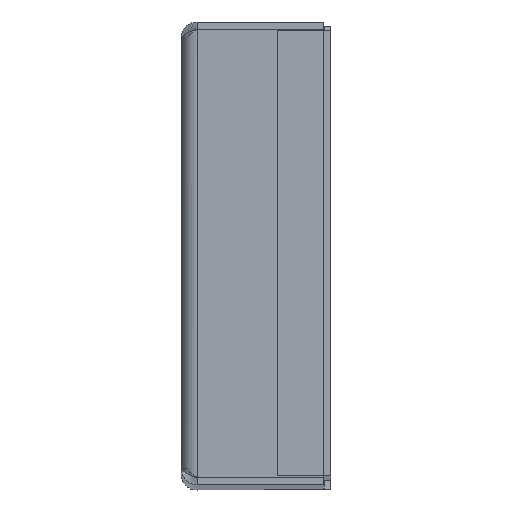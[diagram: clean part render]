
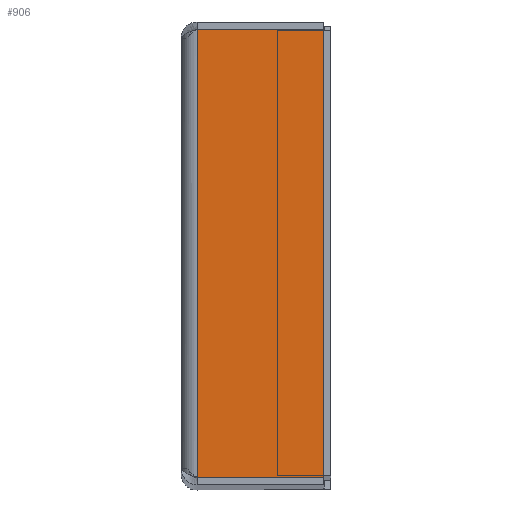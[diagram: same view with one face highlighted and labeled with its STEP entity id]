
A CAD part, top view. The second image highlights one B-rep face of the part: STEP entity #906.
In plain terms, the highlighted planar face has unit normal (0, 0, 1).
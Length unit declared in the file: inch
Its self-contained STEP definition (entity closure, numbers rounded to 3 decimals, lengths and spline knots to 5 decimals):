
#93=FACE_OUTER_BOUND('',#140,.T.);
#140=EDGE_LOOP('',(#673,#674,#675,#676));
#233=LINE('',#1392,#319);
#235=LINE('',#1411,#321);
#241=LINE('',#1474,#327);
#243=LINE('',#1477,#329);
#319=VECTOR('',#1125,1.98147);
#321=VECTOR('',#1129,0.55906);
#327=VECTOR('',#1137,0.55906);
#329=VECTOR('',#1141,1.98147);
#409=VERTEX_POINT('',#1390);
#410=VERTEX_POINT('',#1391);
#412=VERTEX_POINT('',#1410);
#414=VERTEX_POINT('',#1473);
#498=EDGE_CURVE('',#409,#410,#233,.T.);
#502=EDGE_CURVE('',#412,#410,#235,.T.);
#510=EDGE_CURVE('',#409,#414,#241,.T.);
#512=EDGE_CURVE('',#414,#412,#243,.T.);
#673=ORIENTED_EDGE('',*,*,#498,.T.);
#674=ORIENTED_EDGE('',*,*,#502,.F.);
#675=ORIENTED_EDGE('',*,*,#512,.F.);
#676=ORIENTED_EDGE('',*,*,#510,.F.);
#808=PLANE('',#971);
#906=ADVANCED_FACE('',(#93),#808,.T.);
#971=AXIS2_PLACEMENT_3D('',#1479,#1143,#1144);
#1125=DIRECTION('',(0.,-1.,0.));
#1129=DIRECTION('',(-1.,0.,0.));
#1137=DIRECTION('',(1.,0.,0.));
#1141=DIRECTION('',(0.,-1.,0.));
#1143=DIRECTION('center_axis',(0.,0.,
1.));
#1144=DIRECTION('ref_axis',(0.,-1.,0.));
#1390=CARTESIAN_POINT('',(-0.42612,1.02547,5.50394));
#1391=CARTESIAN_POINT('',(-0.42612,-0.956,5.50394));
#1392=CARTESIAN_POINT('',(-0.42612,0.03474,5.50394));
#1410=CARTESIAN_POINT('',(0.13293,-0.956,5.50394));
#1411=CARTESIAN_POINT('',(-0.42612,-0.956,5.50394));
#1473=CARTESIAN_POINT('',(0.13293,1.02547,5.50394));
#1474=CARTESIAN_POINT('',(-0.42612,1.02547,5.50394));
#1477=CARTESIAN_POINT('',(0.13293,1.02547,5.50394));
#1479=CARTESIAN_POINT('Origin',(-0.17529,0.03474,5.50394));
